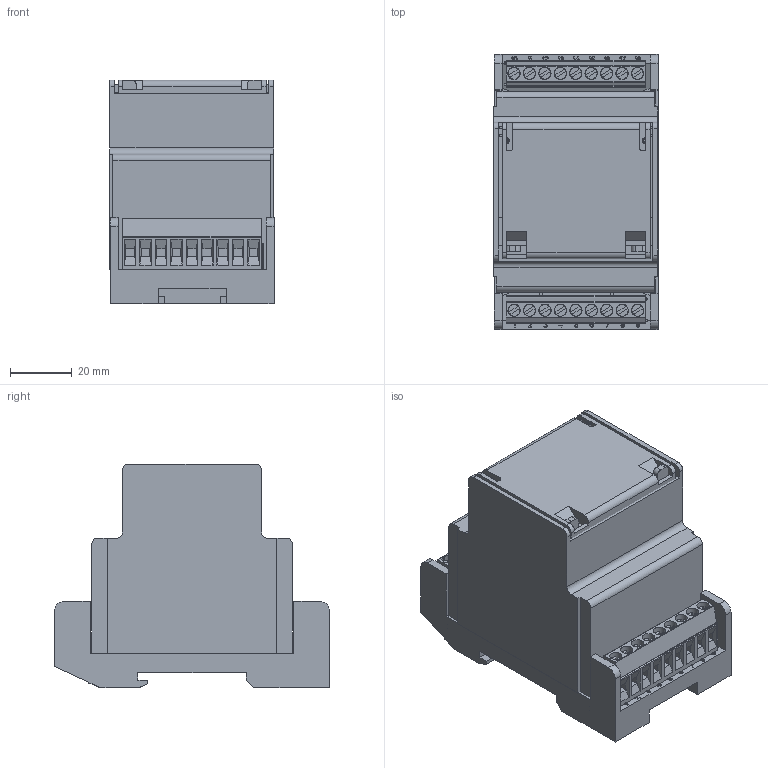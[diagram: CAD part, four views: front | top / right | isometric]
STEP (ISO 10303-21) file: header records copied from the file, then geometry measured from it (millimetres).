
FILE_DESCRIPTION(/* description */ (''),/* implementation_level */ '2;1');
FILE_NAME(/* name */ 'FILE_STP_CAD_DRAWING_3D_PMIB1A230_prt.stp',/* time_stamp */ '2024-04-22T08:45:35+02:00',/* author */ (''),/* organization */ (''),/* preprocessor_version */ 'ST-DEVELOPER v16.7',/* originating_system */ 'SIEMENS PLM Software NX 12.0',/* authorisation */ '');
FILE_SCHEMA (('AUTOMOTIVE_DESIGN { 1 0 10303 214 3 1 1 1 }'));
Length unit declared in the file: millimetre
Products named in the file (1): 3D_PMIB1A230
Bounding box: 53.17 x 89 x 72.51 mm (x, y, z)
Surface area: 43890.9 mm2 (no closed solid volume)
Topology: 0 solids, 74 shells, 542 faces, 3306 edges, 2829 vertices
Faces by surface type: plane 455, cylinder 67, cone 12, torus 6, bspline 2
Entity records: 32447 total; most frequent: CARTESIAN_POINT 6934, DIRECTION 4715, ORIENTED_EDGE 4522, EDGE_CURVE 3306, LINE 2847, VECTOR 2847, VERTEX_POINT 2828, AXIS2_PLACEMENT_3D 934
